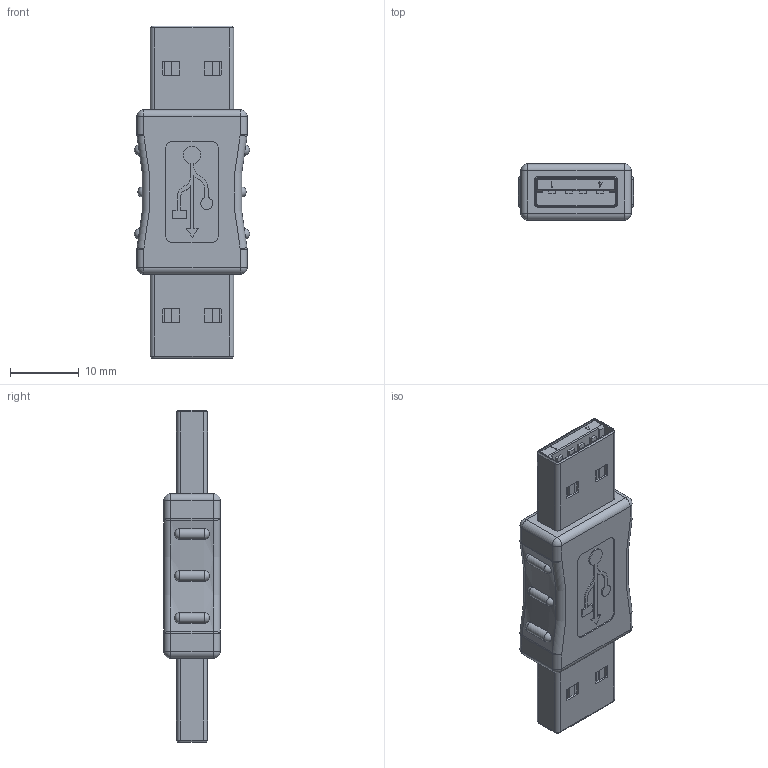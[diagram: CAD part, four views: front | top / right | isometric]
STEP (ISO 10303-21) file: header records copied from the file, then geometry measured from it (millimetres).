
FILE_DESCRIPTION (( 'STEP AP203' ), '1' );
FILE_NAME ('UAD014MM.STEP', '2014-06-24T13:40:25', ( 'x' ), ( '' ), 'SwSTEP 2.0', 'SolidWorks 2014', '' );
FILE_SCHEMA (( 'CONFIG_CONTROL_DESIGN' ));
Length unit declared in the file: millimetre
Products named in the file (1): UAD014MM
Bounding box: 16.73 x 8.2 x 48.18 mm (x, y, z)
Volume: 3723.3 mm3; surface area: 3374.9 mm2
Topology: 1 solids, 1 shells, 463 faces, 1276 edges, 808 vertices
Faces by surface type: plane 267, cylinder 125, sphere 28, bspline 27, cone 12, torus 4
Entity records: 16051 total; most frequent: CARTESIAN_POINT 4367, ORIENTED_EDGE 2472, DIRECTION 2322, EDGE_CURVE 1236, VECTOR 892, LINE 892, VERTEX_POINT 796, AXIS2_PLACEMENT_3D 715
